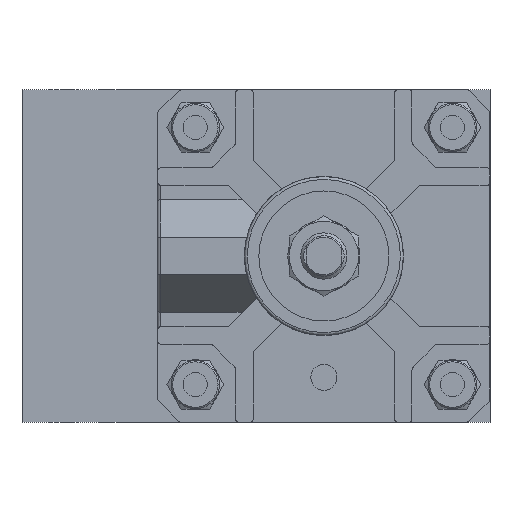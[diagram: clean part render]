
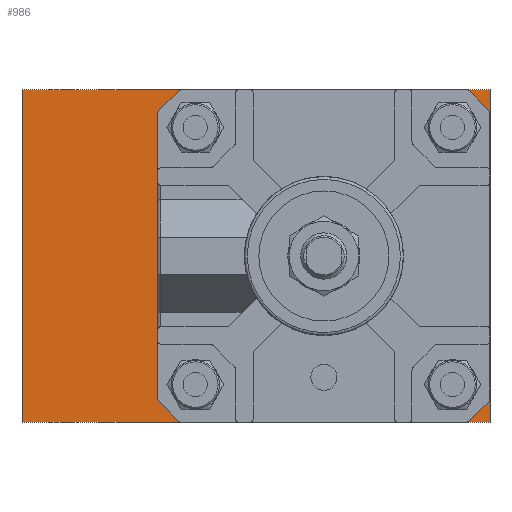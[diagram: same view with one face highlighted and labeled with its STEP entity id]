
A CAD part, left-side view. The second image highlights one B-rep face of the part: STEP entity #986.
In plain terms, the highlighted planar face has unit normal (-1, 0, 0).
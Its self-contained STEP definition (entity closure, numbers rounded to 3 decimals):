
#986 = ADVANCED_FACE( '', ( #2031 ), #2032, .F. );
#2031 = FACE_OUTER_BOUND( '', #3144, .T. );
#2032 = PLANE( '', #3145 );
#3144 = EDGE_LOOP( '', ( #5319, #5320, #5321, #5322 ) );
#3145 = AXIS2_PLACEMENT_3D( '', #5323, #5324, #5325 );
#5319 = ORIENTED_EDGE( '', *, *, #6464, .T. );
#5320 = ORIENTED_EDGE( '', *, *, #6274, .F. );
#5321 = ORIENTED_EDGE( '', *, *, #6985, .F. );
#5322 = ORIENTED_EDGE( '', *, *, #6974, .T. );
#5323 = CARTESIAN_POINT( '', ( -57.5, 162., 57.5 ) );
#5324 = DIRECTION( '', ( 1., 0., 0. ) );
#5325 = DIRECTION( '', ( 0., 0., -1. ) );
#6274 = EDGE_CURVE( '', #7344, #7339, #7346, .T. );
#6464 = EDGE_CURVE( '', #7677, #7339, #7680, .T. );
#6974 = EDGE_CURVE( '', #8473, #7677, #8474, .T. );
#6985 = EDGE_CURVE( '', #8473, #7344, #8489, .T. );
#7339 = VERTEX_POINT( '', #8910 );
#7344 = VERTEX_POINT( '', #8917 );
#7346 = LINE( '', #8920, #8921 );
#7677 = VERTEX_POINT( '', #9378 );
#7680 = LINE( '', #9383, #9384 );
#8473 = VERTEX_POINT( '', #10544 );
#8474 = LINE( '', #10545, #10546 );
#8489 = LINE( '', #10596, #10597 );
#8910 = CARTESIAN_POINT( '', ( -57.5, 0., -57.5 ) );
#8917 = CARTESIAN_POINT( '', ( -57.5, 0., 57.5 ) );
#8920 = CARTESIAN_POINT( '', ( -57.5, 0., 57.5 ) );
#8921 = VECTOR( '', #11191, 1000. );
#9378 = CARTESIAN_POINT( '', ( -57.5, 162., -57.5 ) );
#9383 = CARTESIAN_POINT( '', ( -57.5, 162., -57.5 ) );
#9384 = VECTOR( '', #11437, 1000. );
#10544 = CARTESIAN_POINT( '', ( -57.5, 162., 57.5 ) );
#10545 = CARTESIAN_POINT( '', ( -57.5, 162., 57.5 ) );
#10546 = VECTOR( '', #12080, 1000. );
#10596 = CARTESIAN_POINT( '', ( -57.5, 162., 57.5 ) );
#10597 = VECTOR( '', #12089, 1000. );
#11191 = DIRECTION( '', ( 0., 0., -1. ) );
#11437 = DIRECTION( '', ( 0., -1., 0. ) );
#12080 = DIRECTION( '', ( 0., 0., -1. ) );
#12089 = DIRECTION( '', ( 0., -1., 0. ) );
